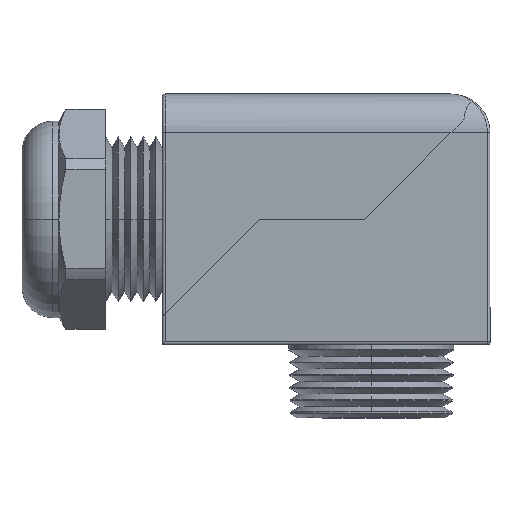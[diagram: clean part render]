
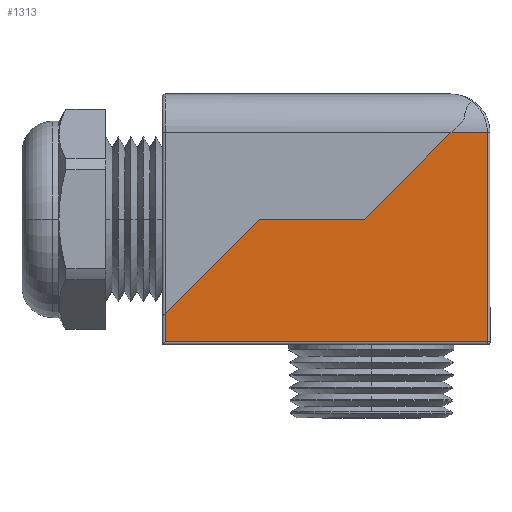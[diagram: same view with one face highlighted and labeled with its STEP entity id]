
A CAD part, top view. The second image highlights one B-rep face of the part: STEP entity #1313.
In plain terms, the highlighted planar face has unit normal (0, 0, 1).
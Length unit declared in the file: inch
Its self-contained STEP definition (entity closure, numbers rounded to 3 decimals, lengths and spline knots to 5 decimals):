
#1126 = VERTEX_POINT ( 'NONE', #3736 ) ;
#1128 = EDGE_CURVE ( 'NONE', #1126, #1129, #3587, .T. ) ;
#1129 = VERTEX_POINT ( 'NONE', #3706 ) ;
#1145 = VERTEX_POINT ( 'NONE', #3690 ) ;
#1162 = VERTEX_POINT ( 'NONE', #3695 ) ;
#1164 = EDGE_CURVE ( 'NONE', #1162, #1145, #3694, .T. ) ;
#1204 = EDGE_CURVE ( 'NONE', #1216, #1129, #3652, .T. ) ;
#1215 = EDGE_CURVE ( 'NONE', #1377, #1216, #3837, .T. ) ;
#1216 = VERTEX_POINT ( 'NONE', #3861 ) ;
#1217 = ORIENTED_EDGE ( 'NONE', *, *, #1204, .T. ) ;
#1224 = ORIENTED_EDGE ( 'NONE', *, *, #1215, .T. ) ;
#1279 = EDGE_CURVE ( 'NONE', #1145, #1126, #3793, .T. ) ;
#1313 = ADVANCED_FACE ( 'NONE', ( #3820 ), #3826, .F. ) ;
#1314 = EDGE_LOOP ( 'NONE', ( #1315, #1316, #1317, #1318, #1320, #1224, #1217 ) ) ;
#1315 = ORIENTED_EDGE ( 'NONE', *, *, #1128, .F. ) ;
#1316 = ORIENTED_EDGE ( 'NONE', *, *, #1279, .F. ) ;
#1317 = ORIENTED_EDGE ( 'NONE', *, *, #1164, .F. ) ;
#1318 = ORIENTED_EDGE ( 'NONE', *, *, #1319, .T. ) ;
#1319 = EDGE_CURVE ( 'NONE', #1162, #1328, #3782, .T. ) ;
#1320 = ORIENTED_EDGE ( 'NONE', *, *, #1345, .T. ) ;
#1328 = VERTEX_POINT ( 'NONE', #4057 ) ;
#1345 = EDGE_CURVE ( 'NONE', #1328, #1377, #4133, .T. ) ;
#1377 = VERTEX_POINT ( 'NONE', #4089 ) ;
#3587 = LINE ( 'NONE', #3709, #3708 ) ;
#3623 = DIRECTION ( 'NONE',  ( 0.707, 0.707, 0. ) ) ;
#3633 = VECTOR ( 'NONE', #3623, 39.37008 ) ;
#3634 = CARTESIAN_POINT ( 'NONE',  ( 0.96684, 0.50284, 0.47 ) ) ;
#3646 = DIRECTION ( 'NONE',  ( -1., 0., 0. ) ) ;
#3647 = VECTOR ( 'NONE', #3646, 39.37008 ) ;
#3648 = CARTESIAN_POINT ( 'NONE',  ( 1.23261, 0.41333, 0.47 ) ) ;
#3652 = LINE ( 'NONE', #3648, #3647 ) ;
#3690 = CARTESIAN_POINT ( 'NONE',  ( 0.464, 0., 0.47 ) ) ;
#3694 = LINE ( 'NONE', #3634, #3633 ) ;
#3695 = CARTESIAN_POINT ( 'NONE',  ( 0.01266, -0.45134, 0.47 ) ) ;
#3706 = CARTESIAN_POINT ( 'NONE',  ( 1.38133, 0.41333, 0.47 ) ) ;
#3707 = DIRECTION ( 'NONE',  ( 0.707, 0.707, 0. ) ) ;
#3708 = VECTOR ( 'NONE', #3707, 39.37008 ) ;
#3709 = CARTESIAN_POINT ( 'NONE',  ( 1.21884, 0.25084, 0.47 ) ) ;
#3736 = CARTESIAN_POINT ( 'NONE',  ( 0.968, 0., 0.47 ) ) ;
#3779 = DIRECTION ( 'NONE',  ( 0., -1., 0. ) ) ;
#3780 = VECTOR ( 'NONE', #3779, 39.37008 ) ;
#3781 = CARTESIAN_POINT ( 'NONE',  ( 0.01266, 0.23706, 0.47 ) ) ;
#3782 = LINE ( 'NONE', #3781, #3780 ) ;
#3783 = DIRECTION ( 'NONE',  ( -1., 0., 0. ) ) ;
#3784 = DIRECTION ( 'NONE',  ( 0., 0., -1. ) ) ;
#3785 = CARTESIAN_POINT ( 'NONE',  ( 1.23261, 0.23706, 0.47 ) ) ;
#3786 = AXIS2_PLACEMENT_3D ( 'NONE', #3785, #3784, #3783 ) ;
#3790 = DIRECTION ( 'NONE',  ( 1., 0., 0. ) ) ;
#3791 = VECTOR ( 'NONE', #3790, 39.37008 ) ;
#3792 = CARTESIAN_POINT ( 'NONE',  ( 1.23261, 0., 0.47 ) ) ;
#3793 = LINE ( 'NONE', #3792, #3791 ) ;
#3820 = FACE_OUTER_BOUND ( 'NONE', #1314, .T. ) ;
#3826 = PLANE ( 'NONE',  #3786 ) ;
#3837 = LINE ( 'NONE', #3864, #3863 ) ;
#3861 = CARTESIAN_POINT ( 'NONE',  ( 1.55534, 0.41333, 0.47 ) ) ;
#3862 = DIRECTION ( 'NONE',  ( 0., 1., 0. ) ) ;
#3863 = VECTOR ( 'NONE', #3862, 39.37008 ) ;
#3864 = CARTESIAN_POINT ( 'NONE',  ( 1.55534, 0.41333, 0.47 ) ) ;
#4057 = CARTESIAN_POINT ( 'NONE',  ( 0.01266, -0.58734, 0.47 ) ) ;
#4089 = CARTESIAN_POINT ( 'NONE',  ( 1.55534, -0.58734, 0.47 ) ) ;
#4130 = DIRECTION ( 'NONE',  ( 1., 0., 0. ) ) ;
#4131 = VECTOR ( 'NONE', #4130, 39.37008 ) ;
#4132 = CARTESIAN_POINT ( 'NONE',  ( 1.568, -0.58734, 0.47 ) ) ;
#4133 = LINE ( 'NONE', #4132, #4131 ) ;
